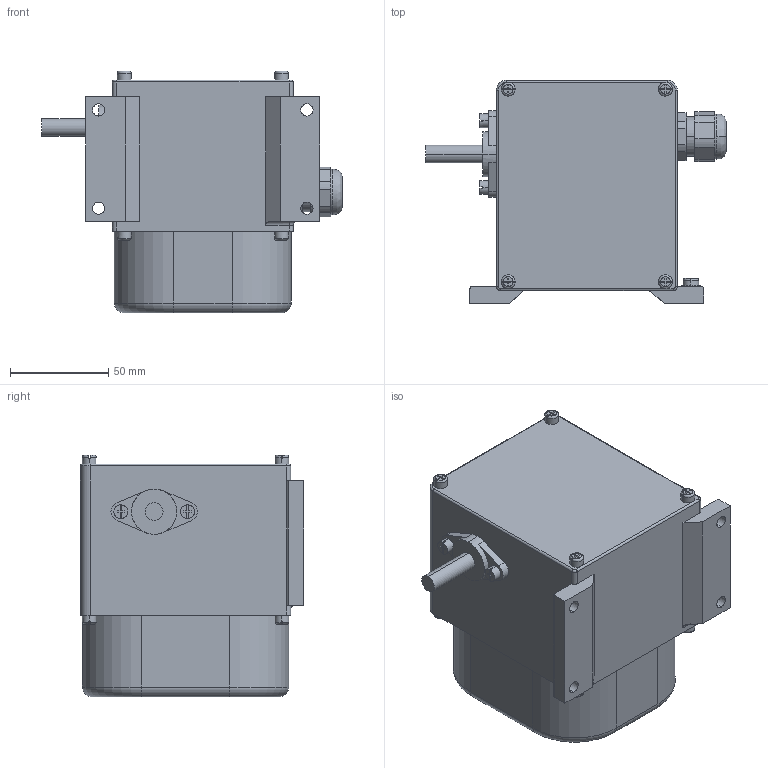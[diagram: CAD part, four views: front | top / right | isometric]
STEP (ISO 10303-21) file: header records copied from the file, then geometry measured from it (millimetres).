
FILE_DESCRIPTION (( 'STEP AP214' ), '1' );
FILE_NAME ('KV-1-150-1 ÂÓ-150Ì Ó2, 1 êîìì.öåïü, IP44.STEP', '2017-11-15T07:43:24', ( '' ), ( '' ), 'SwSTEP 2.0', 'SolidWorks 2014', '' );
FILE_SCHEMA (( 'AUTOMOTIVE_DESIGN' ));
Length unit declared in the file: millimetre
Products named in the file (1): KV-1-150-1 ÂÓ-150Ì Ó2, 1 êîìì.öåïü, IP44
Bounding box: 153 x 113.5 x 123 mm (x, y, z)
Volume: 1148128.1 mm3; surface area: 75752.3 mm2
Topology: 1 solids, 2 shells, 422 faces, 1145 edges, 754 vertices
Faces by surface type: plane 265, cylinder 77, bspline 52, torus 28
Entity records: 16224 total; most frequent: CARTESIAN_POINT 5745, ORIENTED_EDGE 2290, DIRECTION 1979, EDGE_CURVE 1145, VECTOR 767, LINE 767, VERTEX_POINT 754, AXIS2_PLACEMENT_3D 606
